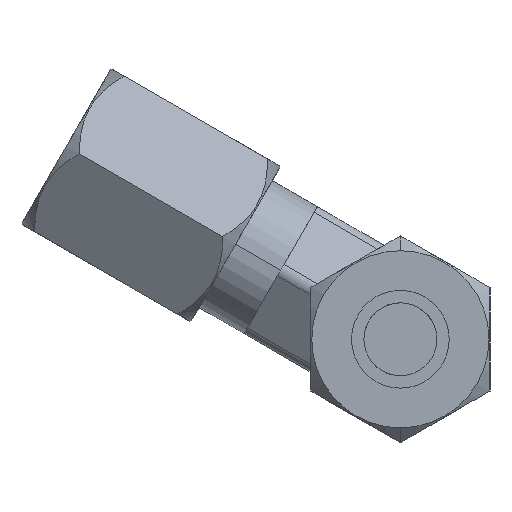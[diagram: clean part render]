
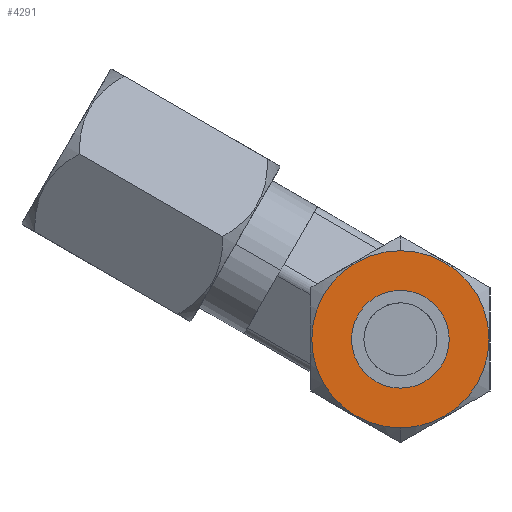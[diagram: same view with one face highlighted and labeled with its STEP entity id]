
A CAD part, left-side view. The second image highlights one B-rep face of the part: STEP entity #4291.
In plain terms, the highlighted planar face has unit normal (-1, 0, 0).
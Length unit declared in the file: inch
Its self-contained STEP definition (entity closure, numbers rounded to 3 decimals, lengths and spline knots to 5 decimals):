
#1798=CARTESIAN_POINT('',(-1.5,0.,0.));
#1799=DIRECTION('',(-1.,0.,0.));
#1800=DIRECTION('',(0.,0.,-1.));
#1801=AXIS2_PLACEMENT_3D('',#1798,#1799,#1800);
#1806=CARTESIAN_POINT('',(-1.5,0.,0.));
#1807=DIRECTION('',(-1.,0.,0.));
#1808=DIRECTION('',(0.,0.,1.));
#1809=AXIS2_PLACEMENT_3D('',#1806,#1807,#1808);
#1814=CARTESIAN_POINT('',(-1.5,0.,0.));
#1815=DIRECTION('',(1.,0.,0.));
#1816=DIRECTION('',(0.,1.,0.));
#1817=AXIS2_PLACEMENT_3D('',#1814,#1815,#1816);
#1822=CARTESIAN_POINT('',(-1.5,0.,0.));
#1823=DIRECTION('',(1.,0.,0.));
#1824=DIRECTION('',(0.,-1.,0.));
#1825=AXIS2_PLACEMENT_3D('',#1822,#1823,#1824);
#2596=CARTESIAN_POINT('',(-1.5,0.,-0.34));
#2597=CARTESIAN_POINT('',(-1.5,0.,0.34));
#2598=VERTEX_POINT('',#2596);
#2599=VERTEX_POINT('',#2597);
#2616=CARTESIAN_POINT('',(-1.5,0.1875,0.));
#2617=CARTESIAN_POINT('',(-1.5,-0.1875,0.));
#2618=VERTEX_POINT('',#2616);
#2619=VERTEX_POINT('',#2617);
#4275=CARTESIAN_POINT('',(-1.5,0.,0.));
#4276=DIRECTION('',(-1.,0.,0.));
#4277=DIRECTION('',(0.,0.,1.));
#4278=AXIS2_PLACEMENT_3D('',#4275,#4276,#4277);
#4279=PLANE('',#4278);
#4281=ORIENTED_EDGE('',*,*,#4280,.F.);
#4283=ORIENTED_EDGE('',*,*,#4282,.F.);
#4284=EDGE_LOOP('',(#4281,#4283));
#4285=FACE_OUTER_BOUND('',#4284,.F.);
#4286=ORIENTED_EDGE('',*,*,#4265,.F.);
#4288=ORIENTED_EDGE('',*,*,#4287,.F.);
#4289=EDGE_LOOP('',(#4286,#4288));
#4290=FACE_BOUND('',#4289,.F.);
#4291=ADVANCED_FACE('',(#4285,#4290),#4279,.T.);
#1802=CIRCLE('',#1801,0.34);
#1810=CIRCLE('',#1809,0.34);
#1818=CIRCLE('',#1817,0.1875);
#1826=CIRCLE('',#1825,0.1875);
#4265=EDGE_CURVE('',#2618,#2619,#1818,.T.);
#4280=EDGE_CURVE('',#2598,#2599,#1802,.T.);
#4282=EDGE_CURVE('',#2599,#2598,#1810,.T.);
#4287=EDGE_CURVE('',#2619,#2618,#1826,.T.);
